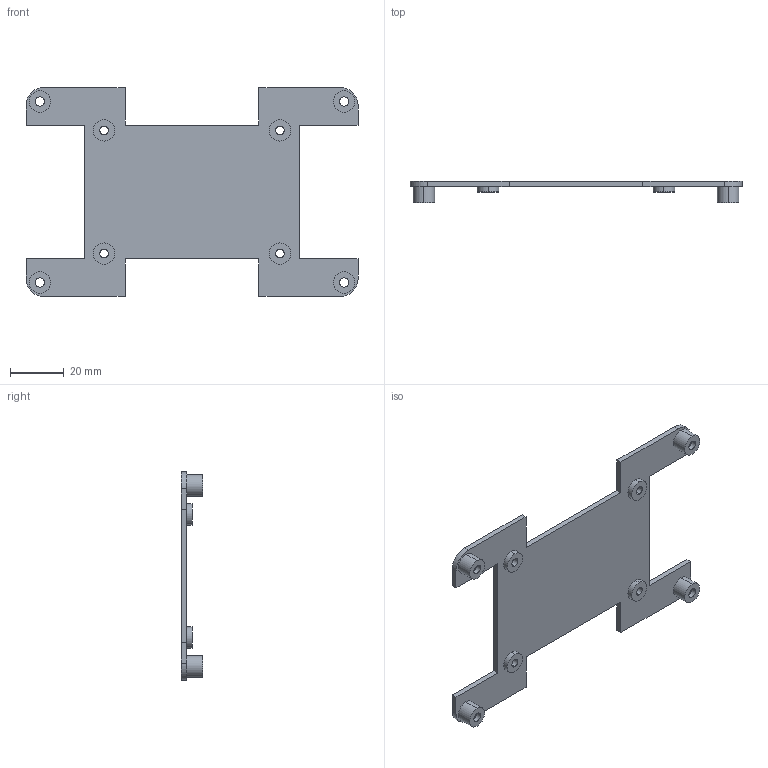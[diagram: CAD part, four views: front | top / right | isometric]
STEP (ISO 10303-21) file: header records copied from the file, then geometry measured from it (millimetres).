
FILE_DESCRIPTION((''),'2;1');
FILE_NAME('SUPPORTO_SCHEDA','2022-10-23T16:43:36',('alexb'),(''),'CREO PARAMETRIC BY PTC INC, 2022164','CREO PARAMETRIC BY PTC INC, 2022164','');
FILE_SCHEMA(('CONFIG_CONTROL_DESIGN'));
Length unit declared in the file: millimetre
Products named in the file (1): SUPPORTO_SCHEDA
Bounding box: 124 x 8 x 78 mm (x, y, z)
Volume: 12795.7 mm3; surface area: 14509.3 mm2
Topology: 1 solids, 1 shells, 78 faces, 192 edges, 128 vertices
Faces by surface type: cylinder 44, plane 34
Entity records: 2414 total; most frequent: DIRECTION 436, CARTESIAN_POINT 398, ORIENTED_EDGE 384, EDGE_CURVE 192, AXIS2_PLACEMENT_3D 166, VERTEX_POINT 128, EDGE_LOOP 106, VECTOR 104
